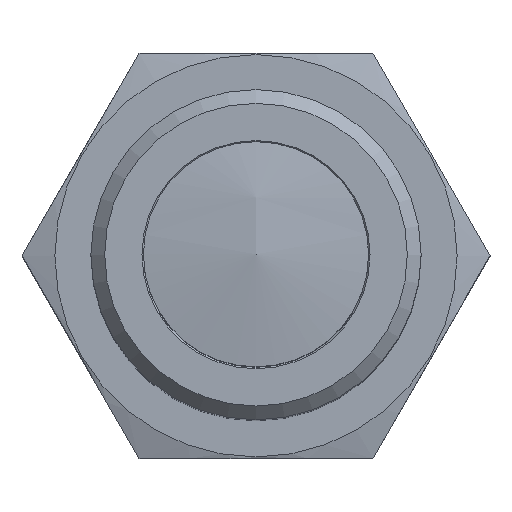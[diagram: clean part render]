
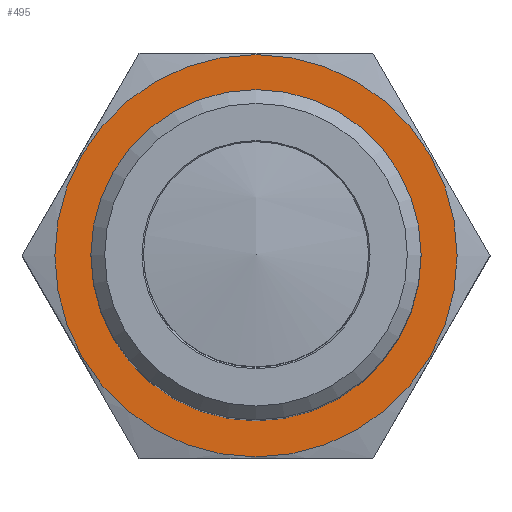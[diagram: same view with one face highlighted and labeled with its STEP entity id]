
A CAD part, top view. The second image highlights one B-rep face of the part: STEP entity #495.
In plain terms, the highlighted face is planar.
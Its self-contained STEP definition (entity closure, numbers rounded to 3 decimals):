
#75=CIRCLE('',#573,13.4);
#76=CIRCLE('',#574,11.);
#145=ORIENTED_EDGE('',*,*,#225,.F.);
#146=ORIENTED_EDGE('',*,*,#226,.T.);
#225=EDGE_CURVE('',#275,#275,#75,.T.);
#226=EDGE_CURVE('',#276,#276,#76,.T.);
#275=VERTEX_POINT('',#819);
#276=VERTEX_POINT('',#821);
#377=EDGE_LOOP('',(#145));
#378=EDGE_LOOP('',(#146));
#433=FACE_BOUND('',#377,.T.);
#434=FACE_BOUND('',#378,.T.);
#465=PLANE('',#572);
#495=ADVANCED_FACE('',(#433,#434),#465,.F.);
#572=AXIS2_PLACEMENT_3D('',#817,#687,#688);
#573=AXIS2_PLACEMENT_3D('',#818,#689,#690);
#574=AXIS2_PLACEMENT_3D('',#820,#691,#692);
#687=DIRECTION('',(1.,0.,0.));
#688=DIRECTION('',(0.,0.,-1.));
#689=DIRECTION('',(1.,0.,0.));
#690=DIRECTION('',(0.,0.,-1.));
#691=DIRECTION('',(1.,0.,0.));
#692=DIRECTION('',(0.,0.,-1.));
#817=CARTESIAN_POINT('',(0.,0.,0.));
#818=CARTESIAN_POINT('',(0.,0.,0.));
#819=CARTESIAN_POINT('',(0.,0.,-13.4));
#820=CARTESIAN_POINT('',(0.,0.,0.));
#821=CARTESIAN_POINT('',(0.,0.,-11.));
